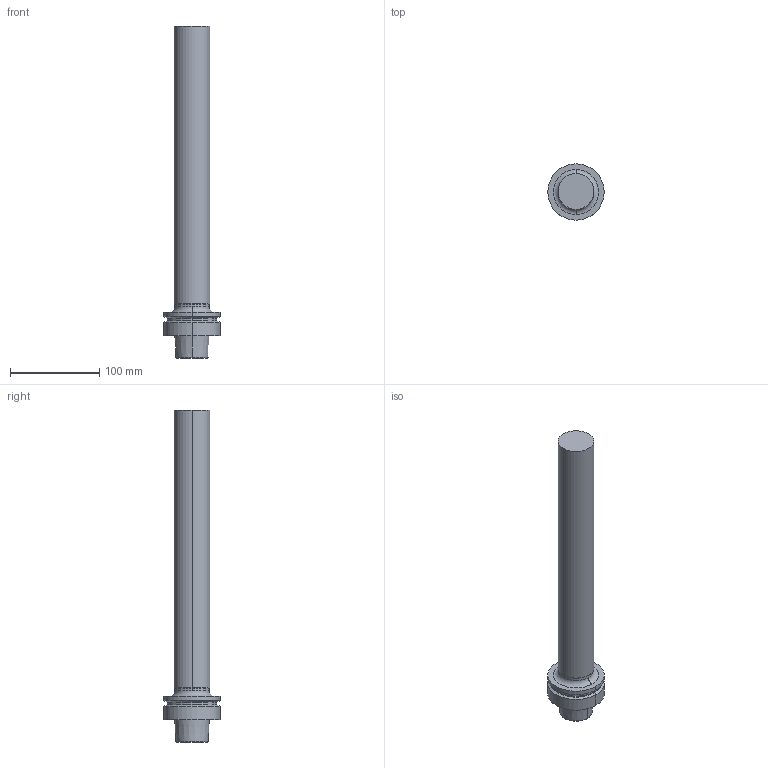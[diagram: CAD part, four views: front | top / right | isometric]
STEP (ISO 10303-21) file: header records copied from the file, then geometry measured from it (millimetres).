
FILE_DESCRIPTION (( 'STEP AP203' ), '1' );
FILE_NAME ('STP-5002-103-040-346-0(86442-P).STEP', '2022-04-06T01:38:37', ( '' ), ( '' ), 'SwSTEP 2.0', 'SolidWorks 2017', '' );
FILE_SCHEMA (( 'CONFIG_CONTROL_DESIGN' ));
Length unit declared in the file: millimetre
Products named in the file (1): STP-5002-103-040-346-0(86442-P)
Bounding box: 63 x 63 x 371 mm (x, y, z)
Volume: 484645 mm3; surface area: 58552.4 mm2
Topology: 1 solids, 1 shells, 49 faces, 100 edges, 57 vertices
Faces by surface type: cylinder 18, cone 14, torus 10, plane 7
Entity records: 1355 total; most frequent: DIRECTION 264, CARTESIAN_POINT 205, ORIENTED_EDGE 196, AXIS2_PLACEMENT_3D 116, EDGE_CURVE 98, CIRCLE 66, VERTEX_POINT 57, EDGE_LOOP 55
